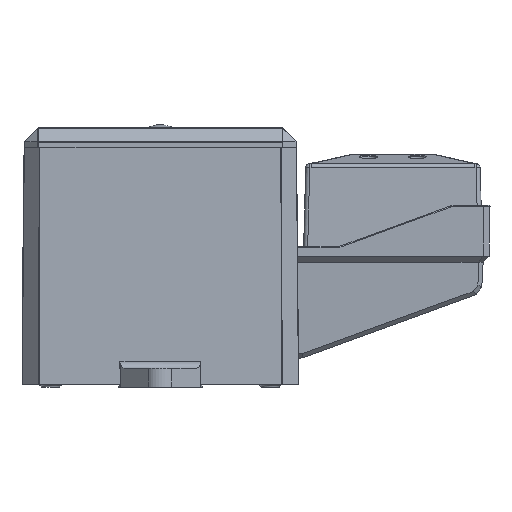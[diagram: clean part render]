
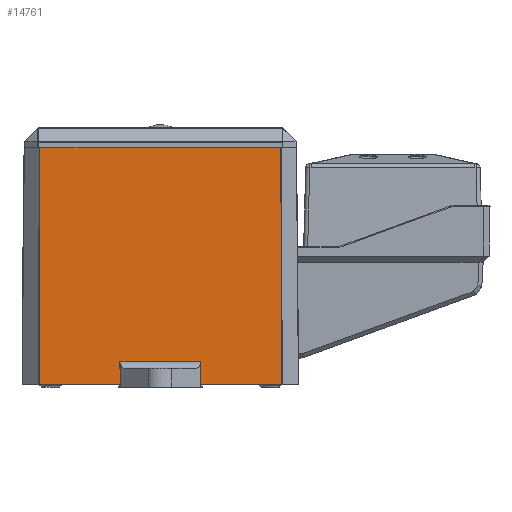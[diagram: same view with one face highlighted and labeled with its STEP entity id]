
A CAD part, left-side view. The second image highlights one B-rep face of the part: STEP entity #14761.
In plain terms, the highlighted planar face has unit normal (-1, 0, 0.009).
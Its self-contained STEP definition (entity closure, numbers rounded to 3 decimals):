
#552 = CARTESIAN_POINT ( 'NONE',  ( -67.952, 113.909, -2.742 ) ) ;
#1987 = VERTEX_POINT ( 'NONE', #3571 ) ;
#2293 = EDGE_CURVE ( 'NONE', #32674, #23668, #21752, .T. ) ;
#2716 = VERTEX_POINT ( 'NONE', #9395 ) ;
#2801 = EDGE_CURVE ( 'NONE', #31478, #32674, #21767, .T. ) ;
#2811 = ORIENTED_EDGE ( 'NONE', *, *, #2293, .T. ) ;
#3095 = LINE ( 'NONE', #9721, #25176 ) ;
#3571 = CARTESIAN_POINT ( 'NONE',  ( -68.017, 74.305, -10.179 ) ) ;
#4174 = VECTOR ( 'NONE', #18842, 1000. ) ;
#4310 = ORIENTED_EDGE ( 'NONE', *, *, #2801, .T. ) ;
#5364 = EDGE_CURVE ( 'NONE', #2716, #20109, #12658, .T. ) ;
#5371 = EDGE_CURVE ( 'NONE', #23668, #16822, #25852, .T. ) ;
#6326 = ORIENTED_EDGE ( 'NONE', *, *, #25117, .F. ) ;
#6728 = VECTOR ( 'NONE', #7075, 1000. ) ;
#7075 = DIRECTION ( 'NONE',  ( 0., 1., 0. ) ) ;
#7386 = AXIS2_PLACEMENT_3D ( 'NONE', #20736, #8146, #8350 ) ;
#7561 =( BOUNDED_CURVE ( )  B_SPLINE_CURVE ( 3, ( #8699, #552, #21322, #34980 ),
 .UNSPECIFIED., .F., .T. ) 
 B_SPLINE_CURVE_WITH_KNOTS ( ( 4, 4 ),
 ( 2.222, 2.261 ),
 .UNSPECIFIED. ) 
 CURVE ( )  GEOMETRIC_REPRESENTATION_ITEM ( )  RATIONAL_B_SPLINE_CURVE ( ( 1., 1., 1., 1. ) ) 
 REPRESENTATION_ITEM ( '' )  );
#8146 = DIRECTION ( 'NONE',  ( -1., 0., 0.009 ) ) ;
#8350 = DIRECTION ( 'NONE',  ( -0.009, 0., -1. ) ) ;
#8699 = CARTESIAN_POINT ( 'NONE',  ( -67.919, 113.935, 1.064 ) ) ;
#9395 = CARTESIAN_POINT ( 'NONE',  ( -67.919, 113.935, 1.064 ) ) ;
#9721 = CARTESIAN_POINT ( 'NONE',  ( -68.017, 94.081, -10.179 ) ) ;
#10082 = ORIENTED_EDGE ( 'NONE', *, *, #19774, .F. ) ;
#10152 = CARTESIAN_POINT ( 'NONE',  ( -67., 153.315, 106.391 ) ) ;
#12325 = CARTESIAN_POINT ( 'NONE',  ( -68.017, 74.305, -10.179 ) ) ;
#12658 = LINE ( 'NONE', #35253, #4174 ) ;
#14074 = EDGE_CURVE ( 'NONE', #1987, #20109, #15772, .T. ) ;
#14761 = ADVANCED_FACE ( 'NONE', ( #23444 ), #26770, .T. ) ;
#15067 = EDGE_CURVE ( 'NONE', #35997, #16822, #32752, .T. ) ;
#15772 =( BOUNDED_CURVE ( )  B_SPLINE_CURVE ( 3, ( #12325, #31164, #28868, #25723 ),
 .UNSPECIFIED., .F., .T. ) 
 B_SPLINE_CURVE_WITH_KNOTS ( ( 4, 4 ),
 ( 4.022, 4.061 ),
 .UNSPECIFIED. ) 
 CURVE ( )  GEOMETRIC_REPRESENTATION_ITEM ( )  RATIONAL_B_SPLINE_CURVE ( ( 1., 1., 1., 1. ) ) 
 REPRESENTATION_ITEM ( '' )  );
#16822 = VERTEX_POINT ( 'NONE', #26823 ) ;
#18842 = DIRECTION ( 'NONE',  ( 0., -1., 0. ) ) ;
#19081 = EDGE_LOOP ( 'NONE', ( #2811, #39967, #38882, #10082, #33338, #36247, #6326, #4310 ) ) ;
#19557 = VECTOR ( 'NONE', #40283, 1000. ) ;
#19774 = EDGE_CURVE ( 'NONE', #2716, #35997, #7561, .T. ) ;
#20109 = VERTEX_POINT ( 'NONE', #40729 ) ;
#20736 = CARTESIAN_POINT ( 'NONE',  ( -67., 153.481, 106.391 ) ) ;
#21322 = CARTESIAN_POINT ( 'NONE',  ( -67.985, 113.883, -6.49 ) ) ;
#21752 = LINE ( 'NONE', #34427, #26087 ) ;
#21767 = LINE ( 'NONE', #31534, #19557 ) ;
#23444 = FACE_OUTER_BOUND ( 'NONE', #19081, .T. ) ;
#23668 = VERTEX_POINT ( 'NONE', #24076 ) ;
#24076 = CARTESIAN_POINT ( 'NONE',  ( -67., 153.315, 106.391 ) ) ;
#25117 = EDGE_CURVE ( 'NONE', #31478, #1987, #3095, .T. ) ;
#25176 = VECTOR ( 'NONE', #28386, 1000. ) ;
#25723 = CARTESIAN_POINT ( 'NONE',  ( -67.919, 74.227, 1.064 ) ) ;
#25852 = LINE ( 'NONE', #10152, #36671 ) ;
#26087 = VECTOR ( 'NONE', #28185, 1000. ) ;
#26770 = PLANE ( 'NONE',  #7386 ) ;
#26823 = CARTESIAN_POINT ( 'NONE',  ( -68.017, 153.736, -10.179 ) ) ;
#28185 = DIRECTION ( 'NONE',  ( 0., 1., 0. ) ) ;
#28386 = DIRECTION ( 'NONE',  ( 0., 1., 0. ) ) ;
#28868 = CARTESIAN_POINT ( 'NONE',  ( -67.952, 74.252, -2.742 ) ) ;
#30149 = CARTESIAN_POINT ( 'NONE',  ( -67., 34.846, 106.391 ) ) ;
#31164 = CARTESIAN_POINT ( 'NONE',  ( -67.985, 74.278, -6.49 ) ) ;
#31310 = DIRECTION ( 'NONE',  ( -0.009, 0.004, -1. ) ) ;
#31478 = VERTEX_POINT ( 'NONE', #40860 ) ;
#31534 = CARTESIAN_POINT ( 'NONE',  ( -66.996, 34.848, 106.82 ) ) ;
#32098 = CARTESIAN_POINT ( 'NONE',  ( -68.017, 113.857, -10.179 ) ) ;
#32674 = VERTEX_POINT ( 'NONE', #30149 ) ;
#32752 = LINE ( 'NONE', #35487, #6728 ) ;
#33338 = ORIENTED_EDGE ( 'NONE', *, *, #5364, .T. ) ;
#34427 = CARTESIAN_POINT ( 'NONE',  ( -67., 153.481, 106.391 ) ) ;
#34980 = CARTESIAN_POINT ( 'NONE',  ( -68.017, 113.857, -10.179 ) ) ;
#35253 = CARTESIAN_POINT ( 'NONE',  ( -67.919, 74.248, 1.064 ) ) ;
#35487 = CARTESIAN_POINT ( 'NONE',  ( -68.017, 94.081, -10.179 ) ) ;
#35997 = VERTEX_POINT ( 'NONE', #32098 ) ;
#36247 = ORIENTED_EDGE ( 'NONE', *, *, #14074, .F. ) ;
#36671 = VECTOR ( 'NONE', #31310, 1000. ) ;
#38882 = ORIENTED_EDGE ( 'NONE', *, *, #15067, .F. ) ;
#39967 = ORIENTED_EDGE ( 'NONE', *, *, #5371, .T. ) ;
#40283 = DIRECTION ( 'NONE',  ( 0.009, 0.004, 1. ) ) ;
#40729 = CARTESIAN_POINT ( 'NONE',  ( -67.919, 74.227, 1.064 ) ) ;
#40860 = CARTESIAN_POINT ( 'NONE',  ( -68.017, 34.425, -10.179 ) ) ;
